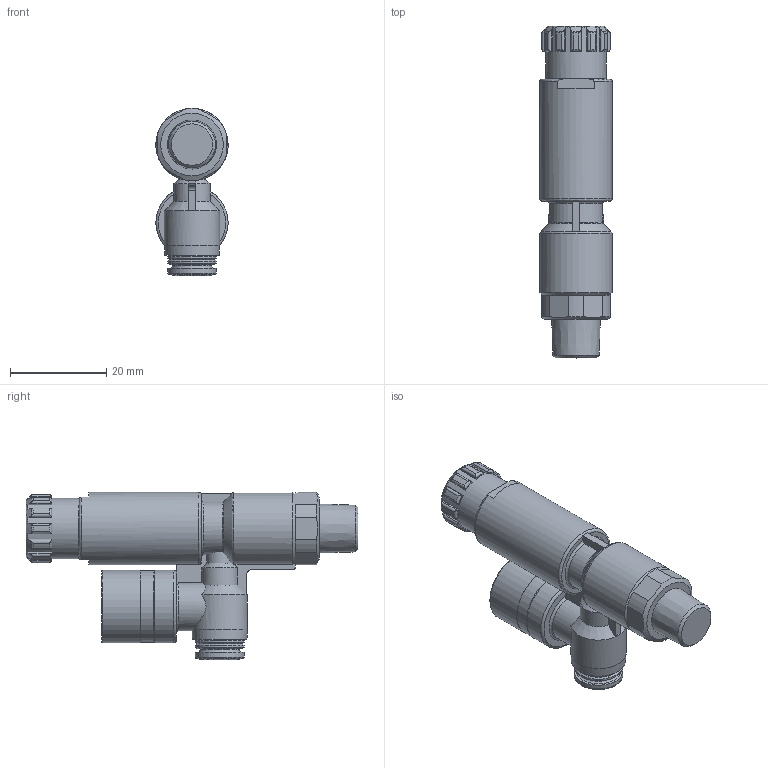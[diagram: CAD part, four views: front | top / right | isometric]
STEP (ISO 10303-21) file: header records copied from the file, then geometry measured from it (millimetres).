
FILE_DESCRIPTION(/* description */ ('STEP AP214'),/* implementation_level */ '2;1');
FILE_NAME(/* name */ '8086014_VRPA-LM-N18-T14',/* time_stamp */ '2024-09-17T04:23:02+02:00',/* author */ ('License CC BY-ND 4.0'),/* organization */ ('CADENAS'),/* preprocessor_version */ 'ST-DEVELOPER v19.3',/* originating_system */ 'PARTsolutions',/* authorisation */ ' ');
FILE_SCHEMA (('AUTOMOTIVE_DESIGN {1 0 10303 214 3 1 1}'));
Length unit declared in the file: millimetre
Products named in the file (1): 8086014 VRPA-LM-N18-T14---(0_high)
Bounding box: 15 x 68.9 x 34.7 mm (x, y, z)
Volume: 14742.9 mm3; surface area: 5855.1 mm2
Topology: 1 solids, 1 shells, 191 faces, 525 edges, 344 vertices
Faces by surface type: plane 73, cylinder 64, torus 38, cone 16
Full cylindrical faces by diameter (mm): 5 x1, 6.35 x1, 8.15 x1, 10.1 x3, 12.6 x1, 14.9 x1, 15 x3
Entity records: 7464 total; most frequent: CARTESIAN_POINT 1595, ORIENTED_EDGE 982, DIRECTION 858, EDGE_CURVE 491, AXIS2_PLACEMENT_3D 349, VERTEX_POINT 337, EDGE_LOOP 226, FACE_BOUND 226
